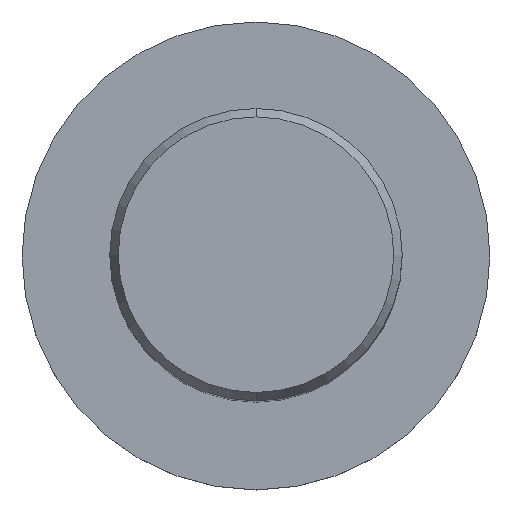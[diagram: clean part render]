
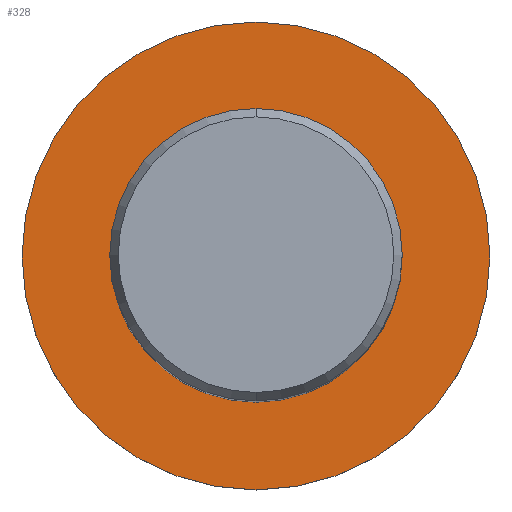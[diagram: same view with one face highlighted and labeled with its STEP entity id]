
A CAD part, top view. The second image highlights one B-rep face of the part: STEP entity #328.
In plain terms, the highlighted planar face has unit normal (0, 0, 1).
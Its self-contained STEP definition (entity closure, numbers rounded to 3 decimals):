
#258=VERTEX_POINT('',#602);
#266=EDGE_CURVE('',#360,#440,#611,.T.);
#328=ADVANCED_FACE('',(#679,#680),#681,.T.);
#360=VERTEX_POINT('',#717);
#368=EDGE_CURVE('',#438,#258,#725,.T.);
#404=EDGE_CURVE('',#440,#360,#763,.T.);
#418=EDGE_CURVE('',#258,#438,#777,.T.);
#438=VERTEX_POINT('',#799);
#440=VERTEX_POINT('',#801);
#602=CARTESIAN_POINT('',(0.0,16.0,-50.0));
#611=CIRCLE('',#1087,10.0);
#679=FACE_BOUND('',#1203,.T.);
#680=FACE_OUTER_BOUND('',#1204,.T.);
#681=PLANE('',#1205);
#717=CARTESIAN_POINT('',(0.0,10.0,-50.0));
#725=CIRCLE('',#1297,16.0);
#763=CIRCLE('',#1368,10.0);
#777=CIRCLE('',#1388,16.0);
#799=CARTESIAN_POINT('',(0.,-16.0,-50.0));
#801=CARTESIAN_POINT('',(0.,-10.0,-50.0));
#1087=AXIS2_PLACEMENT_3D('',#1706,#1707,#1708);
#1203=EDGE_LOOP('',(#1804,#1805));
#1204=EDGE_LOOP('',(#1806,#1807));
#1205=AXIS2_PLACEMENT_3D('',#1808,#1809,#1810);
#1297=AXIS2_PLACEMENT_3D('',#1851,#1852,#1853);
#1368=AXIS2_PLACEMENT_3D('',#1882,#1883,#1884);
#1388=AXIS2_PLACEMENT_3D('',#1890,#1891,#1892);
#1706=CARTESIAN_POINT('',(0.0,0.0,-50.0));
#1707=DIRECTION('',(-0.0,0.0,-1.0));
#1708=DIRECTION('',(0.0,1.0,0.0));
#1804=ORIENTED_EDGE('',*,*,#266,.T.);
#1805=ORIENTED_EDGE('',*,*,#404,.T.);
#1806=ORIENTED_EDGE('',*,*,#418,.F.);
#1807=ORIENTED_EDGE('',*,*,#368,.F.);
#1808=CARTESIAN_POINT('',(0.0,8.0,-50.0));
#1809=DIRECTION('',(-0.0,0.0,1.0));
#1810=DIRECTION('',(0.0,-1.0,0.0));
#1851=CARTESIAN_POINT('',(0.0,0.0,-50.0));
#1852=DIRECTION('',(0.0,0.0,-1.0));
#1853=DIRECTION('',(0.0,1.0,0.0));
#1882=CARTESIAN_POINT('',(0.0,0.0,-50.0));
#1883=DIRECTION('',(-0.0,0.0,-1.0));
#1884=DIRECTION('',(0.0,1.0,0.0));
#1890=CARTESIAN_POINT('',(0.0,0.0,-50.0));
#1891=DIRECTION('',(0.0,0.0,-1.0));
#1892=DIRECTION('',(0.0,1.0,0.0));
